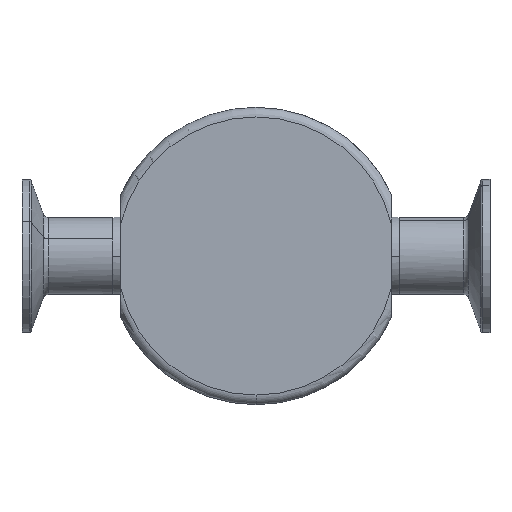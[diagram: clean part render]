
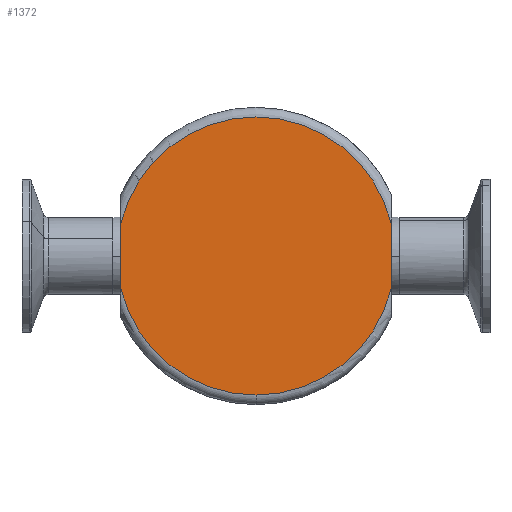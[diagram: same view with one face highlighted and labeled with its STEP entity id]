
A CAD part, front view. The second image highlights one B-rep face of the part: STEP entity #1372.
In plain terms, the highlighted planar face has unit normal (0, -1, 0).
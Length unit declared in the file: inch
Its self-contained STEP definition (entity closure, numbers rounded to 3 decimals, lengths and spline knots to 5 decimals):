
#2 = CARTESIAN_POINT ( 'NONE',  ( 1.75, 0., -0.42131 ) ) ;
#323 = VERTEX_POINT ( 'NONE', #3399 ) ;
#333 = CIRCLE ( 'NONE', #3170, 1.8 ) ;
#396 = VECTOR ( 'NONE', #808, 39.37008 ) ;
#415 = ORIENTED_EDGE ( 'NONE', *, *, #688, .T. ) ;
#498 = EDGE_LOOP ( 'NONE', ( #2314, #3710, #415, #3531, #2166 ) ) ;
#528 = CARTESIAN_POINT ( 'NONE',  ( 0., 0., 0. ) ) ;
#601 = CARTESIAN_POINT ( 'NONE',  ( -1.75, 0., -0.42131 ) ) ;
#683 = VECTOR ( 'NONE', #1833, 39.37008 ) ;
#688 = EDGE_CURVE ( 'NONE', #1082, #323, #3110, .T. ) ;
#729 = VERTEX_POINT ( 'NONE', #1848 ) ;
#802 = CIRCLE ( 'NONE', #1222, 1.8 ) ;
#808 = DIRECTION ( 'NONE',  ( 0., 0., 1. ) ) ;
#844 = EDGE_CURVE ( 'NONE', #729, #1082, #1744, .T. ) ;
#853 = AXIS2_PLACEMENT_3D ( 'NONE', #1310, #3413, #3115 ) ;
#900 = EDGE_CURVE ( 'NONE', #1704, #3712, #3342, .T. ) ;
#981 = DIRECTION ( 'NONE',  ( 0., 0., -1. ) ) ;
#1082 = VERTEX_POINT ( 'NONE', #2 ) ;
#1134 = CARTESIAN_POINT ( 'NONE',  ( -1.75, 0., -1.6 ) ) ;
#1222 = AXIS2_PLACEMENT_3D ( 'NONE', #3644, #1555, #981 ) ;
#1310 = CARTESIAN_POINT ( 'NONE',  ( 0., 0., 0. ) ) ;
#1372 = ADVANCED_FACE ( 'NONE', ( #3001 ), #1660, .F. ) ;
#1555 = DIRECTION ( 'NONE',  ( 0., -1., 0. ) ) ;
#1660 = PLANE ( 'NONE',  #2575 ) ;
#1704 = VERTEX_POINT ( 'NONE', #601 ) ;
#1744 = CIRCLE ( 'NONE', #853, 1.8 ) ;
#1833 = DIRECTION ( 'NONE',  ( 0., 0., 1. ) ) ;
#1848 = CARTESIAN_POINT ( 'NONE',  ( 0., 0., -1.8 ) ) ;
#2166 = ORIENTED_EDGE ( 'NONE', *, *, #900, .F. ) ;
#2238 = CARTESIAN_POINT ( 'NONE',  ( 0., 0., 0. ) ) ;
#2293 = EDGE_CURVE ( 'NONE', #323, #3712, #333, .T. ) ;
#2309 = DIRECTION ( 'NONE',  ( 0., 0., -1. ) ) ;
#2314 = ORIENTED_EDGE ( 'NONE', *, *, #3887, .T. ) ;
#2565 = DIRECTION ( 'NONE',  ( 0., 1., 0. ) ) ;
#2575 = AXIS2_PLACEMENT_3D ( 'NONE', #2238, #2565, #2622 ) ;
#2609 = DIRECTION ( 'NONE',  ( 0., -1., 0. ) ) ;
#2622 = DIRECTION ( 'NONE',  ( 0., 0., 1. ) ) ;
#3001 = FACE_OUTER_BOUND ( 'NONE', #498, .T. ) ;
#3110 = LINE ( 'NONE', #3640, #683 ) ;
#3115 = DIRECTION ( 'NONE',  ( 0., 0., -1. ) ) ;
#3170 = AXIS2_PLACEMENT_3D ( 'NONE', #528, #2609, #2309 ) ;
#3342 = LINE ( 'NONE', #1134, #396 ) ;
#3399 = CARTESIAN_POINT ( 'NONE',  ( 1.75, 0., 0.42131 ) ) ;
#3413 = DIRECTION ( 'NONE',  ( 0., -1., 0. ) ) ;
#3497 = CARTESIAN_POINT ( 'NONE',  ( -1.75, 0., 0.42131 ) ) ;
#3531 = ORIENTED_EDGE ( 'NONE', *, *, #2293, .T. ) ;
#3640 = CARTESIAN_POINT ( 'NONE',  ( 1.75, 0., -1.6 ) ) ;
#3644 = CARTESIAN_POINT ( 'NONE',  ( 0., 0., 0. ) ) ;
#3710 = ORIENTED_EDGE ( 'NONE', *, *, #844, .T. ) ;
#3712 = VERTEX_POINT ( 'NONE', #3497 ) ;
#3887 = EDGE_CURVE ( 'NONE', #1704, #729, #802, .T. ) ;
